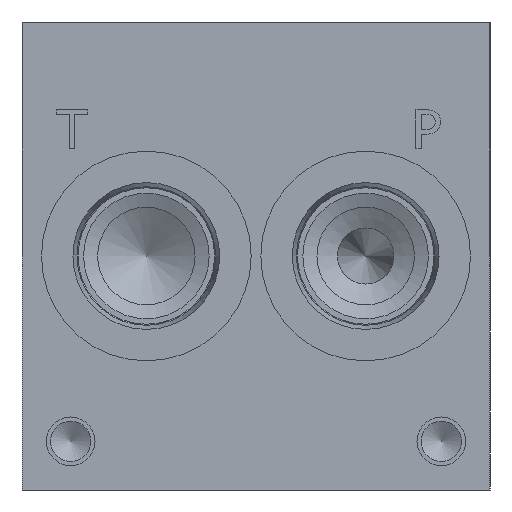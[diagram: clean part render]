
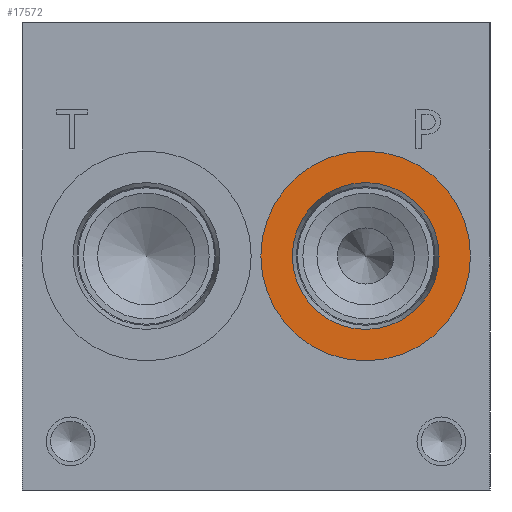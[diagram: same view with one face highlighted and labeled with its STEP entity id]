
A CAD part, left-side view. The second image highlights one B-rep face of the part: STEP entity #17572.
In plain terms, the highlighted planar face has unit normal (-1, 0, 0).
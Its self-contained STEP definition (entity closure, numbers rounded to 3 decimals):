
#709=CIRCLE('',#18759,17.069);
#710=CIRCLE('',#18760,17.069);
#711=CIRCLE('',#18761,11.951);
#870=FACE_BOUND('',#3443,.T.);
#2406=FACE_OUTER_BOUND('',#3442,.T.);
#3442=EDGE_LOOP('',(#15367,#15368));
#3443=EDGE_LOOP('',(#15369));
#8237=VERTEX_POINT('',#30355);
#8238=VERTEX_POINT('',#30356);
#8239=VERTEX_POINT('',#30359);
#10660=EDGE_CURVE('',#8237,#8238,#709,.T.);
#10661=EDGE_CURVE('',#8238,#8237,#710,.T.);
#10662=EDGE_CURVE('',#8239,#8239,#711,.T.);
#15367=ORIENTED_EDGE('',*,*,#10660,.T.);
#15368=ORIENTED_EDGE('',*,*,#10661,.T.);
#15369=ORIENTED_EDGE('',*,*,#10662,.F.);
#16076=PLANE('',#18758);
#17572=ADVANCED_FACE('',(#2406,#870),#16076,.T.);
#18758=AXIS2_PLACEMENT_3D('',#30354,#22618,#22619);
#18759=AXIS2_PLACEMENT_3D('',#30357,#22620,#22621);
#18760=AXIS2_PLACEMENT_3D('',#30358,#22622,#22623);
#18761=AXIS2_PLACEMENT_3D('',#30360,#22624,#22625);
#22618=DIRECTION('center_axis',(-1.,0.,0.));
#22619=DIRECTION('ref_axis',(0.,1.,0.));
#22620=DIRECTION('center_axis',(-1.,0.,0.));
#22621=DIRECTION('ref_axis',(0.,1.,0.));
#22622=DIRECTION('center_axis',(-1.,0.,0.));
#22623=DIRECTION('ref_axis',(0.,1.,0.));
#22624=DIRECTION('center_axis',(-1.,0.,0.));
#22625=DIRECTION('ref_axis',(0.,1.,0.));
#30354=CARTESIAN_POINT('Origin',(0.787,20.244,38.1));
#30355=CARTESIAN_POINT('',(0.787,37.313,38.1));
#30356=CARTESIAN_POINT('',(0.787,3.175,38.1));
#30357=CARTESIAN_POINT('Origin',(0.787,20.244,38.1));
#30358=CARTESIAN_POINT('Origin',(0.787,20.244,38.1));
#30359=CARTESIAN_POINT('',(0.787,8.293,38.1));
#30360=CARTESIAN_POINT('Origin',(0.787,20.244,38.1));
